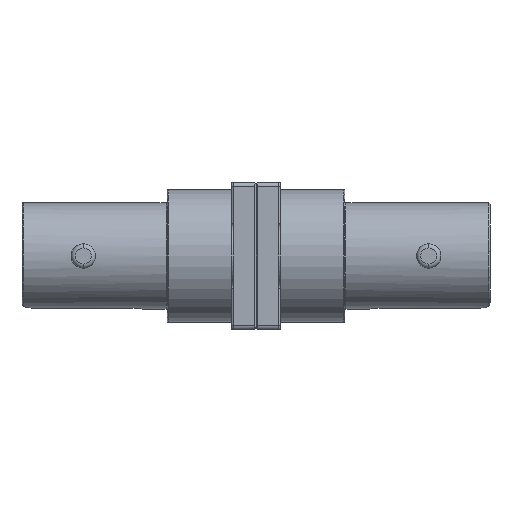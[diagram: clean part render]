
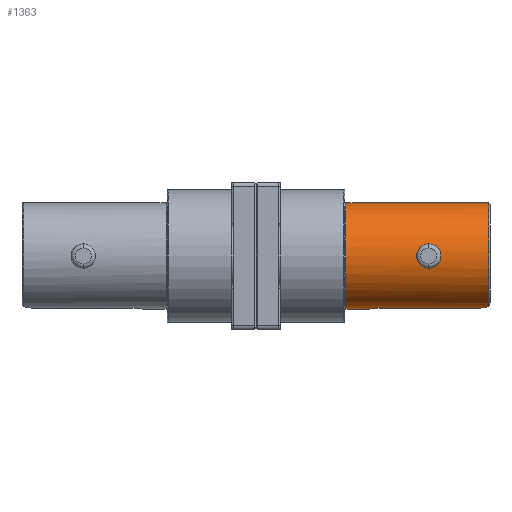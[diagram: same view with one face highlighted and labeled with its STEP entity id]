
A CAD part, left-side view. The second image highlights one B-rep face of the part: STEP entity #1363.
In plain terms, the highlighted cylindrical face has radius 3.34 mm (diameter 6.68 mm), a partial arc.
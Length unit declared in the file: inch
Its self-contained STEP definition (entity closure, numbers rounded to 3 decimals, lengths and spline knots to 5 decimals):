
#369 = CARTESIAN_POINT ( 'NONE',  ( -0.12803, -0.428, -0.03 ) ) ;
#371 = CARTESIAN_POINT ( 'NONE',  ( -0.12803, -0.42408, -0.03 ) ) ;
#461 = CARTESIAN_POINT ( 'NONE',  ( -0.12887, -0.41288, -0.02621 ) ) ;
#462 = CARTESIAN_POINT ( 'NONE',  ( -0.12822, -0.42013, -0.02921 ) ) ;
#464 = CARTESIAN_POINT ( 'NONE',  ( -0.13023, -0.40401, -0.01843 ) ) ;
#465 = CARTESIAN_POINT ( 'NONE',  ( -0.13132, -0.39878, -0.00785 ) ) ;
#466 = CARTESIAN_POINT ( 'NONE',  ( -0.12932, -0.40958, -0.024 ) ) ;
#467 = CARTESIAN_POINT ( 'NONE',  ( -0.13068, -0.4018, -0.01514 ) ) ;
#651 = VERTEX_POINT ( 'NONE', #2537 ) ;
#971 = VERTEX_POINT ( 'NONE', #3181 ) ;
#1023 = EDGE_CURVE ( 'NONE', #1026, #971, #3258, .T. ) ;
#1026 = VERTEX_POINT ( 'NONE', #3254 ) ;
#1287 = EDGE_LOOP ( 'NONE', ( #1430, #1426 ) ) ;
#1288 = ORIENTED_EDGE ( 'NONE', *, *, #1388, .T. ) ;
#1290 = EDGE_CURVE ( 'NONE', #1294, #971, #3757, .T. ) ;
#1294 = VERTEX_POINT ( 'NONE', #3746 ) ;
#1302 = EDGE_CURVE ( 'NONE', #1433, #651, #3784, .T. ) ;
#1357 = ORIENTED_EDGE ( 'NONE', *, *, #1290, .F. ) ;
#1358 = ORIENTED_EDGE ( 'NONE', *, *, #1372, .T. ) ;
#1362 = ORIENTED_EDGE ( 'NONE', *, *, #1435, .T. ) ;
#1363 = ADVANCED_FACE ( 'NONE', ( #3946, #3945 ), #3942, .T. ) ;
#1364 = EDGE_LOOP ( 'NONE', ( #1357, #1358, #1362, #1432, #1434, #1288, #1431 ) ) ;
#1372 = EDGE_CURVE ( 'NONE', #1294, #1374, #3927, .T. ) ;
#1374 = VERTEX_POINT ( 'NONE', #3926 ) ;
#1388 = EDGE_CURVE ( 'NONE', #651, #1026, #4014, .T. ) ;
#1426 = ORIENTED_EDGE ( 'NONE', *, *, #1429, .F. ) ;
#1429 = EDGE_CURVE ( 'NONE', #1445, #1444, #4071, .T. ) ;
#1430 = ORIENTED_EDGE ( 'NONE', *, *, #1443, .F. ) ;
#1431 = ORIENTED_EDGE ( 'NONE', *, *, #1023, .T. ) ;
#1432 = ORIENTED_EDGE ( 'NONE', *, *, #1436, .T. ) ;
#1433 = VERTEX_POINT ( 'NONE', #4072 ) ;
#1434 = ORIENTED_EDGE ( 'NONE', *, *, #1302, .T. ) ;
#1435 = EDGE_CURVE ( 'NONE', #1374, #1437, #4070, .T. ) ;
#1436 = EDGE_CURVE ( 'NONE', #1437, #1433, #4050, .T. ) ;
#1437 = VERTEX_POINT ( 'NONE', #4052 ) ;
#1443 = EDGE_CURVE ( 'NONE', #1444, #1445, #4088, .T. ) ;
#1444 = VERTEX_POINT ( 'NONE', #4087 ) ;
#1445 = VERTEX_POINT ( 'NONE', #4089 ) ;
#2537 = CARTESIAN_POINT ( 'NONE',  ( 0., -0.577, 0.1315 ) ) ;
#3181 = CARTESIAN_POINT ( 'NONE',  ( 0., -0.223, -0.1315 ) ) ;
#3254 = CARTESIAN_POINT ( 'NONE',  ( 0., -0.223, 0.1315 ) ) ;
#3255 = DIRECTION ( 'NONE',  ( 0., 0., -1. ) ) ;
#3256 = DIRECTION ( 'NONE',  ( 0., -1., 0. ) ) ;
#3257 = AXIS2_PLACEMENT_3D ( 'NONE', #3265, #3256, #3255 ) ;
#3258 = CIRCLE ( 'NONE', #3257, 0.1315 ) ;
#3265 = CARTESIAN_POINT ( 'NONE',  ( 0., -0.223, 0. ) ) ;
#3403 = CARTESIAN_POINT ( 'NONE',  ( -0.1315, -0.398, 0.00394 ) ) ;
#3404 = CARTESIAN_POINT ( 'NONE',  ( -0.13131, -0.3988, 0.0079 ) ) ;
#3746 = CARTESIAN_POINT ( 'NONE',  ( 0., -0.28, -0.1315 ) ) ;
#3754 = DIRECTION ( 'NONE',  ( 0., 1., 0. ) ) ;
#3755 = VECTOR ( 'NONE', #3754, 39.37008 ) ;
#3756 = CARTESIAN_POINT ( 'NONE',  ( 0., -0.58, -0.1315 ) ) ;
#3757 = LINE ( 'NONE', #3756, #3755 ) ;
#3780 = DIRECTION ( 'NONE',  ( 0., 0., -1. ) ) ;
#3781 = DIRECTION ( 'NONE',  ( 0., 1., 0. ) ) ;
#3782 = CARTESIAN_POINT ( 'NONE',  ( 0., -0.577, 0. ) ) ;
#3783 = AXIS2_PLACEMENT_3D ( 'NONE', #3782, #3781, #3780 ) ;
#3784 = CIRCLE ( 'NONE', #3783, 0.1315 ) ;
#3836 = CARTESIAN_POINT ( 'NONE',  ( -0.1315, -0.398, -0.00392 ) ) ;
#3922 = CARTESIAN_POINT ( 'NONE',  ( -0.02227, -0.29191, -0.12968 ) ) ;
#3923 = CARTESIAN_POINT ( 'NONE',  ( -0.01307, -0.28272, -0.13093 ) ) ;
#3924 = CARTESIAN_POINT ( 'NONE',  ( -0.0066, -0.28, -0.1315 ) ) ;
#3925 = CARTESIAN_POINT ( 'NONE',  ( 0., -0.28, -0.1315 ) ) ;
#3926 = CARTESIAN_POINT ( 'NONE',  ( -0.025, -0.305, -0.1291 ) ) ;
#3927 = B_SPLINE_CURVE_WITH_KNOTS ( 'NONE', 3,
 ( #3925, #3924, #3923, #3922, #3980, #3979 ),
 .UNSPECIFIED., .F., .F.,
 ( 4, 2, 4 ),
 ( 0.00298, 0.00348, 0.00398 ),
 .UNSPECIFIED. ) ;
#3939 = DIRECTION ( 'NONE',  ( 0., 0., 1. ) ) ;
#3940 = DIRECTION ( 'NONE',  ( 0., 1., 0. ) ) ;
#3941 = AXIS2_PLACEMENT_3D ( 'NONE', #3944, #3940, #3939 ) ;
#3942 = CYLINDRICAL_SURFACE ( 'NONE', #3941, 0.1315 ) ;
#3944 = CARTESIAN_POINT ( 'NONE',  ( 0., -0.58, 0. ) ) ;
#3945 = FACE_BOUND ( 'NONE', #1287, .T. ) ;
#3946 = FACE_OUTER_BOUND ( 'NONE', #1364, .T. ) ;
#3979 = CARTESIAN_POINT ( 'NONE',  ( -0.025, -0.305, -0.1291 ) ) ;
#3980 = CARTESIAN_POINT ( 'NONE',  ( -0.025, -0.29838, -0.1291 ) ) ;
#4011 = DIRECTION ( 'NONE',  ( 0., 1., 0. ) ) ;
#4012 = VECTOR ( 'NONE', #4011, 39.37008 ) ;
#4013 = CARTESIAN_POINT ( 'NONE',  ( 0., -0.58, 0.1315 ) ) ;
#4014 = LINE ( 'NONE', #4013, #4012 ) ;
#4050 = B_SPLINE_CURVE_WITH_KNOTS ( 'NONE', 3,
 ( #4107, #4106, #4105, #4104, #4103, #4102 ),
 .UNSPECIFIED., .F., .F.,
 ( 4, 2, 4 ),
 ( 0., 0.00043, 0.00086 ),
 .UNSPECIFIED. ) ;
#4052 = CARTESIAN_POINT ( 'NONE',  ( -0.025, -0.55, -0.1291 ) ) ;
#4053 = CARTESIAN_POINT ( 'NONE',  ( -0.12803, -0.428, 0.03 ) ) ;
#4054 = CARTESIAN_POINT ( 'NONE',  ( -0.12803, -0.43595, 0.03 ) ) ;
#4055 = CARTESIAN_POINT ( 'NONE',  ( -0.12888, -0.44372, 0.02671 ) ) ;
#4056 = CARTESIAN_POINT ( 'NONE',  ( -0.13023, -0.45198, 0.01845 ) ) ;
#4057 = CARTESIAN_POINT ( 'NONE',  ( -0.13068, -0.45421, 0.01511 ) ) ;
#4058 = CARTESIAN_POINT ( 'NONE',  ( -0.13131, -0.45721, 0.00787 ) ) ;
#4059 = CARTESIAN_POINT ( 'NONE',  ( -0.1315, -0.458, 0.00395 ) ) ;
#4060 = CARTESIAN_POINT ( 'NONE',  ( -0.1315, -0.458, -0.00793 ) ) ;
#4061 = CARTESIAN_POINT ( 'NONE',  ( -0.13068, -0.45474, -0.0157 ) ) ;
#4062 = CARTESIAN_POINT ( 'NONE',  ( -0.12932, -0.44643, -0.02399 ) ) ;
#4063 = CARTESIAN_POINT ( 'NONE',  ( -0.12887, -0.44311, -0.02621 ) ) ;
#4064 = CARTESIAN_POINT ( 'NONE',  ( -0.12822, -0.43588, -0.02921 ) ) ;
#4065 = CARTESIAN_POINT ( 'NONE',  ( -0.12803, -0.43192, -0.03 ) ) ;
#4066 = CARTESIAN_POINT ( 'NONE',  ( -0.12803, -0.428, -0.03 ) ) ;
#4067 = DIRECTION ( 'NONE',  ( 0., -1., 0. ) ) ;
#4068 = VECTOR ( 'NONE', #4067, 39.37008 ) ;
#4069 = CARTESIAN_POINT ( 'NONE',  ( -0.025, -0.58, -0.1291 ) ) ;
#4070 = LINE ( 'NONE', #4069, #4068 ) ;
#4071 = B_SPLINE_CURVE_WITH_KNOTS ( 'NONE', 3,
 ( #4066, #4065, #4064, #4063, #4062, #4061, #4060, #4059, #4058, #4057, #4056, #4055, #4054, #4053 ),
 .UNSPECIFIED., .F., .F.,
 ( 4, 2, 2, 2, 2, 2, 4 ),
 ( 0.00239, 0.00269, 0.00299, 0.00359, 0.00388, 0.00418, 0.00478 ),
 .UNSPECIFIED. ) ;
#4072 = CARTESIAN_POINT ( 'NONE',  ( -0.04192, -0.577, -0.12464 ) ) ;
#4078 = CARTESIAN_POINT ( 'NONE',  ( -0.13068, -0.40179, 0.01511 ) ) ;
#4079 = CARTESIAN_POINT ( 'NONE',  ( -0.13023, -0.40403, 0.01845 ) ) ;
#4080 = CARTESIAN_POINT ( 'NONE',  ( -0.12933, -0.40954, 0.02397 ) ) ;
#4081 = CARTESIAN_POINT ( 'NONE',  ( -0.12887, -0.41286, 0.0262 ) ) ;
#4082 = CARTESIAN_POINT ( 'NONE',  ( -0.12822, -0.42012, 0.02921 ) ) ;
#4083 = CARTESIAN_POINT ( 'NONE',  ( -0.12803, -0.42402, 0.03 ) ) ;
#4086 = CARTESIAN_POINT ( 'NONE',  ( -0.12803, -0.428, 0.03 ) ) ;
#4087 = CARTESIAN_POINT ( 'NONE',  ( -0.12803, -0.428, 0.03 ) ) ;
#4088 = B_SPLINE_CURVE_WITH_KNOTS ( 'NONE', 3,
 ( #4086, #4083, #4082, #4081, #4080, #4079, #4078, #3404, #3403, #3836, #465, #467, #464, #466, #461, #462, #371, #369 ),
 .UNSPECIFIED., .F., .F.,
 ( 4, 2, 2, 2, 2, 2, 2, 2, 4 ),
 ( 0., 0.0003, 0.0006, 0.0009, 0.0012, 0.00149, 0.00179, 0.00209, 0.00239 ),
 .UNSPECIFIED. ) ;
#4089 = CARTESIAN_POINT ( 'NONE',  ( -0.12803, -0.428, -0.03 ) ) ;
#4102 = CARTESIAN_POINT ( 'NONE',  ( -0.04192, -0.577, -0.12464 ) ) ;
#4103 = CARTESIAN_POINT ( 'NONE',  ( -0.037, -0.57462, -0.12629 ) ) ;
#4104 = CARTESIAN_POINT ( 'NONE',  ( -0.03266, -0.57079, -0.12742 ) ) ;
#4105 = CARTESIAN_POINT ( 'NONE',  ( -0.02666, -0.56132, -0.12881 ) ) ;
#4106 = CARTESIAN_POINT ( 'NONE',  ( -0.025, -0.55572, -0.1291 ) ) ;
#4107 = CARTESIAN_POINT ( 'NONE',  ( -0.025, -0.55, -0.1291 ) ) ;
